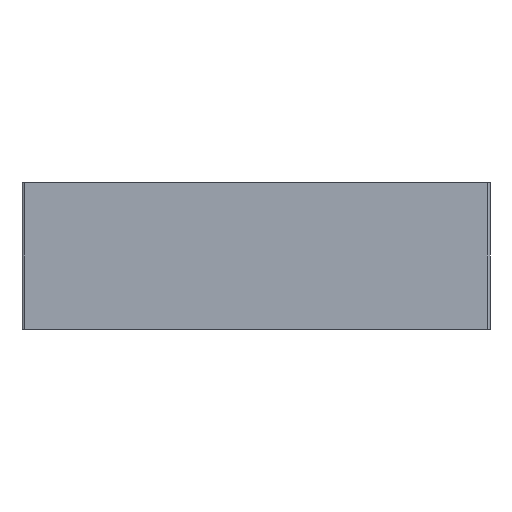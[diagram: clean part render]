
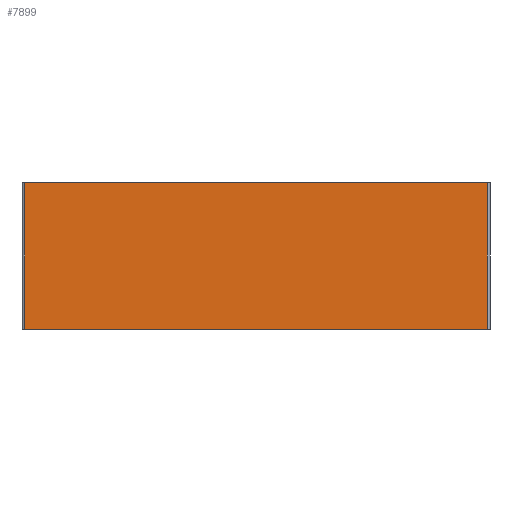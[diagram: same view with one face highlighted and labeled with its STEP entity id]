
A CAD part, front view. The second image highlights one B-rep face of the part: STEP entity #7899.
In plain terms, the highlighted planar face has unit normal (0, -1, 0).
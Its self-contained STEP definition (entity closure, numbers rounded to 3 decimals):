
#871 = LINE ( 'NONE', #4565, #8717 ) ;
#1052 = ORIENTED_EDGE ( 'NONE', *, *, #7645, .F. ) ;
#1153 = EDGE_CURVE ( 'NONE', #4392, #9990, #871, .T. ) ;
#1465 = CARTESIAN_POINT ( 'NONE',  ( 79., -8.001, 25. ) ) ;
#1980 = VERTEX_POINT ( 'NONE', #3609 ) ;
#2116 = CARTESIAN_POINT ( 'NONE',  ( -79., -8.001, -25. ) ) ;
#2614 = DIRECTION ( 'NONE',  ( 0., 0., -1. ) ) ;
#2771 = DIRECTION ( 'NONE',  ( 0., 1., 0. ) ) ;
#2794 = EDGE_CURVE ( 'NONE', #1980, #4392, #9294, .T. ) ;
#3609 = CARTESIAN_POINT ( 'NONE',  ( -79., -8.001, 25. ) ) ;
#3615 = PLANE ( 'NONE',  #10185 ) ;
#3634 = CARTESIAN_POINT ( 'NONE',  ( -79., -8.001, 25. ) ) ;
#3763 = ORIENTED_EDGE ( 'NONE', *, *, #4122, .F. ) ;
#3938 = LINE ( 'NONE', #5753, #9595 ) ;
#4122 = EDGE_CURVE ( 'NONE', #11570, #9990, #8573, .T. ) ;
#4254 = VECTOR ( 'NONE', #2614, 1000. ) ;
#4392 = VERTEX_POINT ( 'NONE', #2116 ) ;
#4565 = CARTESIAN_POINT ( 'NONE',  ( -79., -8.001, -25. ) ) ;
#4881 = VECTOR ( 'NONE', #8628, 1000. ) ;
#5753 = CARTESIAN_POINT ( 'NONE',  ( -79., -8.001, 25. ) ) ;
#5928 = DIRECTION ( 'NONE',  ( 1., 0., 0. ) ) ;
#6356 = CARTESIAN_POINT ( 'NONE',  ( -79., -8.001, 25. ) ) ;
#6510 = DIRECTION ( 'NONE',  ( 1., 0., 0. ) ) ;
#7274 = FACE_OUTER_BOUND ( 'NONE', #8575, .T. ) ;
#7645 = EDGE_CURVE ( 'NONE', #1980, #11570, #3938, .T. ) ;
#7899 = ADVANCED_FACE ( 'NONE', ( #7274 ), #3615, .F. ) ;
#8573 = LINE ( 'NONE', #11420, #4881 ) ;
#8575 = EDGE_LOOP ( 'NONE', ( #9795, #3763, #1052, #10142 ) ) ;
#8628 = DIRECTION ( 'NONE',  ( 0., 0., -1. ) ) ;
#8717 = VECTOR ( 'NONE', #6510, 1000. ) ;
#9294 = LINE ( 'NONE', #3634, #4254 ) ;
#9595 = VECTOR ( 'NONE', #5928, 1000. ) ;
#9795 = ORIENTED_EDGE ( 'NONE', *, *, #1153, .T. ) ;
#9990 = VERTEX_POINT ( 'NONE', #11617 ) ;
#10142 = ORIENTED_EDGE ( 'NONE', *, *, #2794, .T. ) ;
#10185 = AXIS2_PLACEMENT_3D ( 'NONE', #6356, #2771, #10979 ) ;
#10979 = DIRECTION ( 'NONE',  ( -1., 0., 0. ) ) ;
#11420 = CARTESIAN_POINT ( 'NONE',  ( 79., -8.001, 25. ) ) ;
#11570 = VERTEX_POINT ( 'NONE', #1465 ) ;
#11617 = CARTESIAN_POINT ( 'NONE',  ( 79., -8.001, -25. ) ) ;
